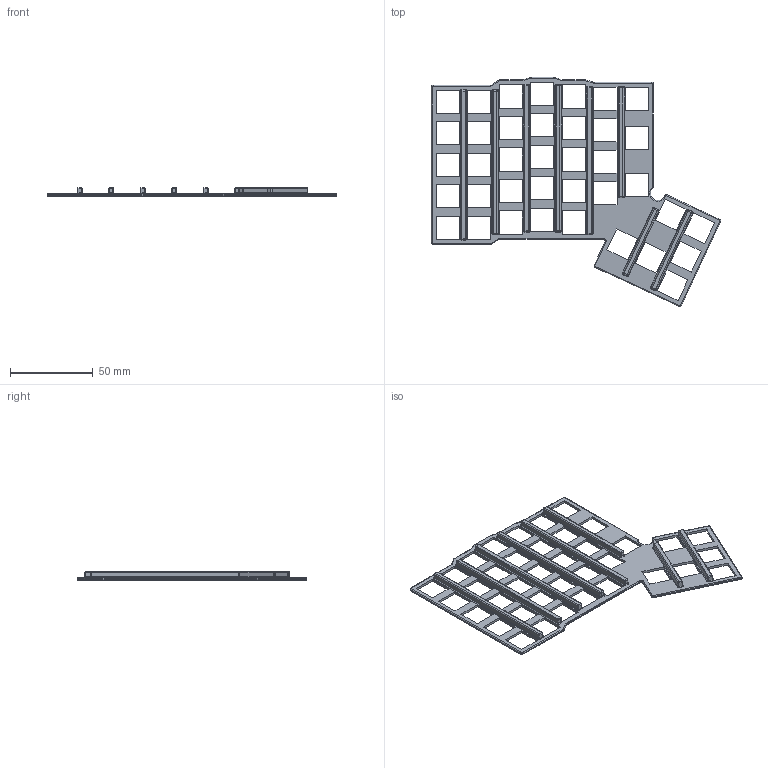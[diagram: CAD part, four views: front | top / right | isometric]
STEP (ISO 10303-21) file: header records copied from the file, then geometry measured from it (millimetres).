
FILE_DESCRIPTION(('FreeCAD Model'),'2;1');
FILE_NAME('Open CASCADE Shape Model','2023-01-09T16:48:33',(''),(''), 'Open CASCADE STEP processor 7.6','FreeCAD','Unknown');
FILE_SCHEMA(('AUTOMOTIVE_DESIGN { 1 0 10303 214 1 1 1 1 }'));
Length unit declared in the file: millimetre
Products named in the file (1): Body
Bounding box: 174.91 x 138.69 x 5 mm (x, y, z)
Volume: 18551.4 mm3; surface area: 23873.7 mm2
Topology: 1 solids, 1 shells, 468 faces, 1170 edges, 680 vertices
Faces by surface type: plane 212, cylinder 152, torus 72, sphere 32
Entity records: 28574 total; most frequent: CARTESIAN_POINT 4827, DIRECTION 4688, LINE 2962, VECTOR 2962, ORIENTED_EDGE 2276, PCURVE 2276, DEFINITIONAL_REPRESENTATION 2276, EDGE_CURVE 1138
